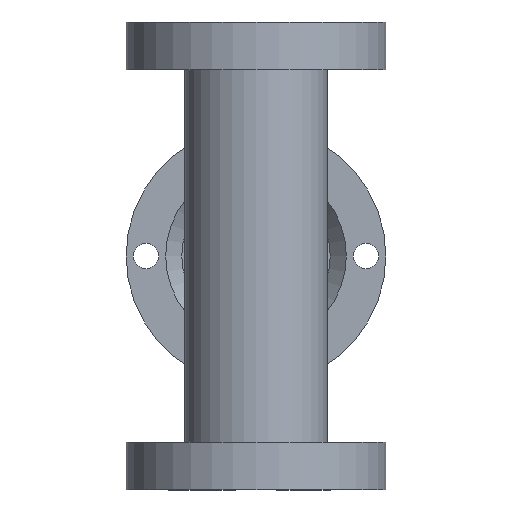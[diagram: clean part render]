
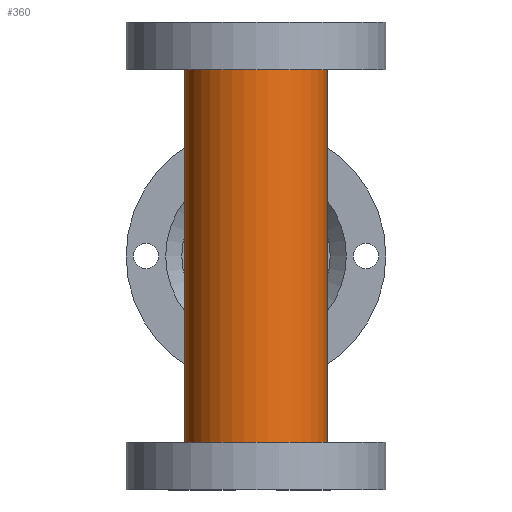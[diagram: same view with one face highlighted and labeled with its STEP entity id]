
A CAD part, front view. The second image highlights one B-rep face of the part: STEP entity #360.
In plain terms, the highlighted cylindrical face has radius 19.05 mm (diameter 38.1 mm), a full revolution.
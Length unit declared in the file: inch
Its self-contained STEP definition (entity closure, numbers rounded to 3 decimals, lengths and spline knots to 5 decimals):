
#134=CARTESIAN_POINT('',(0.75,0.0,2.25));
#135=VERTEX_POINT('',#134);
#197=CARTESIAN_POINT('',(-0.75,0.0,2.25));
#198=VERTEX_POINT('',#197);
#206=CARTESIAN_POINT('',(0.0,0.0,2.25));
#207=DIRECTION('',(0.0,-0.707,0.707));
#208=DIRECTION('',(0.0,-0.707,-0.707));
#209=AXIS2_PLACEMENT_3D('',#206,#207,#208);
#210=ELLIPSE('',#209,1.06066,0.75);
#211=EDGE_CURVE('',#135,#198,#210,.T.);
#262=CARTESIAN_POINT('',(0.0,0.0,2.25));
#263=DIRECTION('',(0.0,-0.707,-0.707));
#264=DIRECTION('',(0.0,0.707,-0.707));
#265=AXIS2_PLACEMENT_3D('',#262,#263,#264);
#266=ELLIPSE('',#265,1.06066,0.75);
#267=EDGE_CURVE('',#198,#135,#266,.T.);
#329=CARTESIAN_POINT('',(0.0,0.0,0.0));
#330=DIRECTION('',(0.0,0.0,1.0));
#331=DIRECTION('',(-1.0,0.0,0.0));
#332=AXIS2_PLACEMENT_3D('',#329,#330,#331);
#333=CYLINDRICAL_SURFACE('',#332,0.75);
#334=CARTESIAN_POINT('',(0.75,0.,4.5));
#335=VERTEX_POINT('',#334);
#336=CARTESIAN_POINT('',(0.0,0.0,4.5));
#337=DIRECTION('',(0.0,0.0,-1.0));
#338=DIRECTION('',(-1.0,0.0,0.0));
#339=AXIS2_PLACEMENT_3D('',#336,#337,#338);
#340=CIRCLE('',#339,0.75);
#341=EDGE_CURVE('',#335,#335,#340,.T.);
#342=ORIENTED_EDGE('',*,*,#341,.T.);
#343=EDGE_LOOP('',(#342));
#344=FACE_OUTER_BOUND('',#343,.T.);
#345=ORIENTED_EDGE('',*,*,#211,.T.);
#346=ORIENTED_EDGE('',*,*,#267,.T.);
#347=EDGE_LOOP('',(#345,#346));
#348=FACE_BOUND('',#347,.T.);
#349=CARTESIAN_POINT('',(0.75,0.,0.0));
#350=VERTEX_POINT('',#349);
#351=CARTESIAN_POINT('',(0.0,0.0,0.0));
#352=DIRECTION('',(0.0,0.0,-1.0));
#353=DIRECTION('',(-1.0,0.0,0.0));
#354=AXIS2_PLACEMENT_3D('',#351,#352,#353);
#355=CIRCLE('',#354,0.75);
#356=EDGE_CURVE('',#350,#350,#355,.T.);
#357=ORIENTED_EDGE('',*,*,#356,.F.);
#358=EDGE_LOOP('',(#357));
#359=FACE_BOUND('',#358,.T.);
#360=ADVANCED_FACE('',(#344,#348,#359),#333,.T.);
